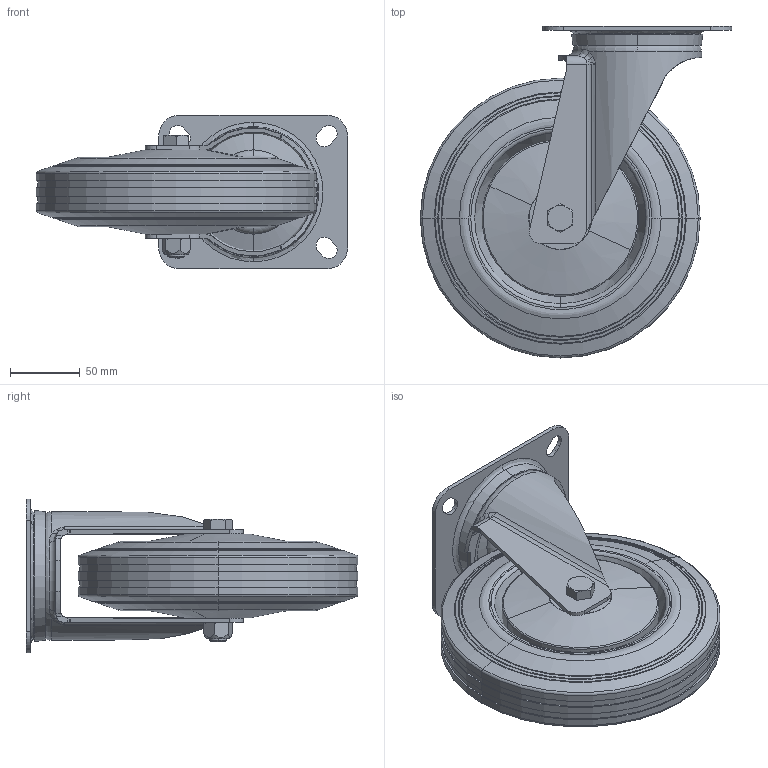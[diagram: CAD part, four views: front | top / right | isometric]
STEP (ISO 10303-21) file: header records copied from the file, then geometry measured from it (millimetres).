
FILE_DESCRIPTION(('STEP AP203'),'1');
FILE_NAME('l400_b55_201.stp','2023-07-14T09:39:39',('TraceParts'),('TraceParts S.A.'),'Spatial InterOp 3D',' ',' ');
FILE_SCHEMA(('CONFIG_CONTROL_DESIGN'));
Length unit declared in the file: millimetre
Products named in the file (1): 1
Bounding box: 222.5 x 237.22 x 110 mm (x, y, z)
Volume: 1637251.1 mm3; surface area: 277964.7 mm2
Topology: 11 solids, 11 shells, 292 faces, 692 edges, 426 vertices
Faces by surface type: cylinder 85, torus 74, plane 67, cone 48, bspline 18
Entity records: 21423 total; most frequent: CARTESIAN_POINT 14492, DIRECTION 1554, ORIENTED_EDGE 1380, EDGE_CURVE 690, AXIS2_PLACEMENT_3D 665, VERTEX_POINT 426, CIRCLE 360, EDGE_LOOP 330
